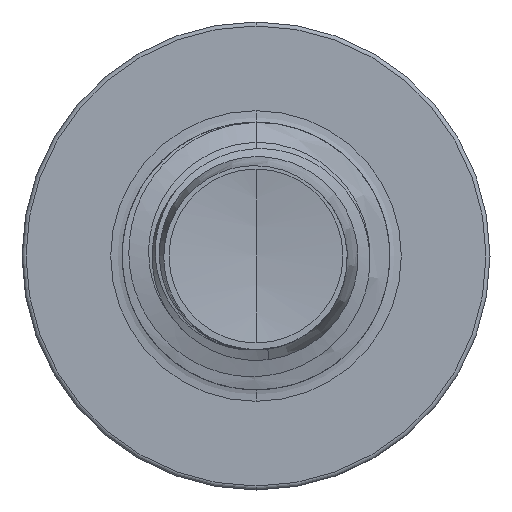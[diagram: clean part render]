
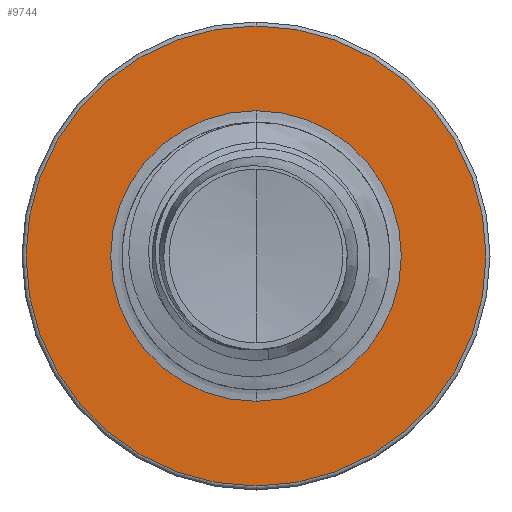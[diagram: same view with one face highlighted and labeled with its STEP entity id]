
A CAD part, front view. The second image highlights one B-rep face of the part: STEP entity #9744.
In plain terms, the highlighted planar face has unit normal (0, -1, 0).
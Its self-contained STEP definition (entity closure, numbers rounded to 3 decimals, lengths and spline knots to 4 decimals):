
#814 = ORIENTED_EDGE ( 'NONE', *, *, #8789, .T. ) ;
#2099 = CARTESIAN_POINT ( 'NONE',  ( 0., 22.5, -2.1736 ) ) ;
#2783 = ORIENTED_EDGE ( 'NONE', *, *, #24922, .F. ) ;
#2835 = DIRECTION ( 'NONE',  ( 0., 0., 1. ) ) ;
#4643 = CARTESIAN_POINT ( 'NONE',  ( 0., 22.5, 3.44 ) ) ;
#5152 = DIRECTION ( 'NONE',  ( 0., 1., 0. ) ) ;
#5343 = DIRECTION ( 'NONE',  ( 0., 0., 1. ) ) ;
#5584 = CIRCLE ( 'NONE', #35714, 2.1736 ) ;
#8789 = EDGE_CURVE ( 'NONE', #37222, #17388, #24295, .T. ) ;
#9744 = ADVANCED_FACE ( 'NONE', ( #29219, #21561 ), #31644, .F. ) ;
#10051 = CIRCLE ( 'NONE', #17541, 3.44 ) ;
#12556 = AXIS2_PLACEMENT_3D ( 'NONE', #2099, #23568, #5343 ) ;
#12898 = DIRECTION ( 'NONE',  ( 0., 1., 0. ) ) ;
#13620 = CARTESIAN_POINT ( 'NONE',  ( 0., 22.5, 0. ) ) ;
#14450 = CIRCLE ( 'NONE', #38580, 3.44 ) ;
#15938 = CARTESIAN_POINT ( 'NONE',  ( 0., 22.5, -3.44 ) ) ;
#16733 = DIRECTION ( 'NONE',  ( 0., 0., 1. ) ) ;
#17388 = VERTEX_POINT ( 'NONE', #37745 ) ;
#17541 = AXIS2_PLACEMENT_3D ( 'NONE', #30476, #12898, #33245 ) ;
#18554 = VERTEX_POINT ( 'NONE', #15938 ) ;
#21310 = DIRECTION ( 'NONE',  ( 0., 1., 0. ) ) ;
#21561 = FACE_BOUND ( 'NONE', #36223, .T. ) ;
#22205 = ORIENTED_EDGE ( 'NONE', *, *, #26403, .F. ) ;
#23408 = CARTESIAN_POINT ( 'NONE',  ( 0., 22.5, 0. ) ) ;
#23568 = DIRECTION ( 'NONE',  ( 0., 1., 0. ) ) ;
#23576 = ORIENTED_EDGE ( 'NONE', *, *, #33619, .T. ) ;
#24295 = CIRCLE ( 'NONE', #27234, 2.1736 ) ;
#24922 = EDGE_CURVE ( 'NONE', #18554, #29186, #10051, .T. ) ;
#26324 = DIRECTION ( 'NONE',  ( 0., 0., 1. ) ) ;
#26403 = EDGE_CURVE ( 'NONE', #29186, #18554, #14450, .T. ) ;
#27234 = AXIS2_PLACEMENT_3D ( 'NONE', #38306, #21310, #2835 ) ;
#29186 = VERTEX_POINT ( 'NONE', #4643 ) ;
#29219 = FACE_OUTER_BOUND ( 'NONE', #33652, .T. ) ;
#30476 = CARTESIAN_POINT ( 'NONE',  ( 0., 22.5, 0. ) ) ;
#30954 = CARTESIAN_POINT ( 'NONE',  ( 0., 22.5, -2.1736 ) ) ;
#31644 = PLANE ( 'NONE',  #12556 ) ;
#33245 = DIRECTION ( 'NONE',  ( 0., 0., 1. ) ) ;
#33619 = EDGE_CURVE ( 'NONE', #17388, #37222, #5584, .T. ) ;
#33652 = EDGE_LOOP ( 'NONE', ( #22205, #2783 ) ) ;
#33868 = DIRECTION ( 'NONE',  ( 0., 1., 0. ) ) ;
#35714 = AXIS2_PLACEMENT_3D ( 'NONE', #13620, #33868, #16733 ) ;
#36223 = EDGE_LOOP ( 'NONE', ( #23576, #814 ) ) ;
#37222 = VERTEX_POINT ( 'NONE', #30954 ) ;
#37745 = CARTESIAN_POINT ( 'NONE',  ( 0., 22.5, 2.1736 ) ) ;
#38306 = CARTESIAN_POINT ( 'NONE',  ( 0., 22.5, 0. ) ) ;
#38580 = AXIS2_PLACEMENT_3D ( 'NONE', #23408, #5152, #26324 ) ;
